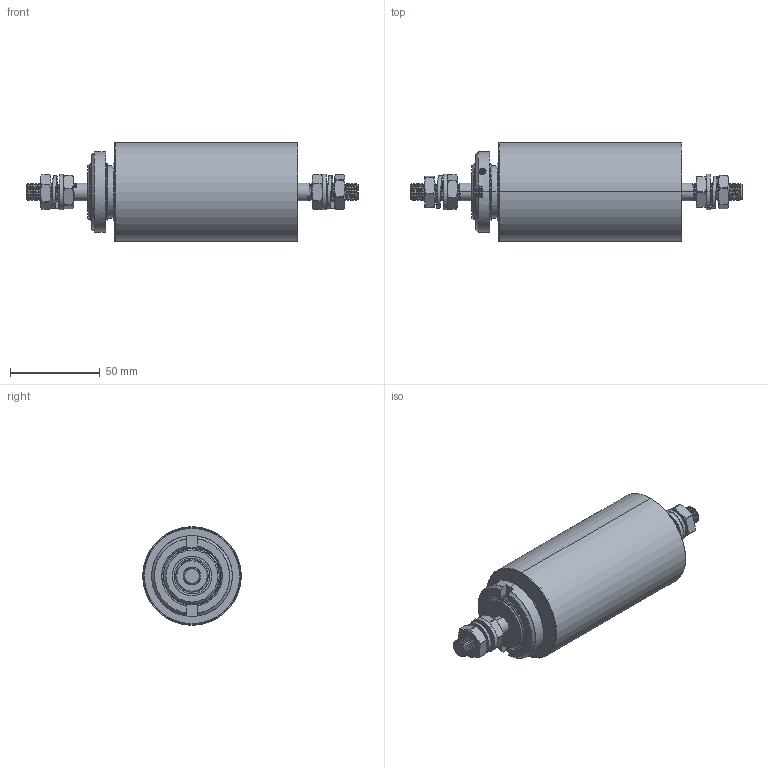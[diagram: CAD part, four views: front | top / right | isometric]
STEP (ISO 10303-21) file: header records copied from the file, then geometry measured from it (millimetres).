
FILE_DESCRIPTION (( 'STEP AP214' ), '1' );
FILE_NAME ('FLLDU200A026I0.STEP', '2021-02-17T12:19:01', ( '' ), ( '' ), 'SwSTEP 2.0', 'SolidWorks 2021', '' );
FILE_SCHEMA (( 'AUTOMOTIVE_DESIGN' ));
Length unit declared in the file: millimetre
Products named in the file (9): DIC0029; DIC0027; LOCK WASHER M10_91169A210; GEH0046; WASHER M10 Ø20_93475A280; FLLDU200A026I0; GEH0062; GEH0028; KLM0036_90592A024
Assembly tree (13 placements, depth 2):
  FLLDU200A026I0
    GEH0062
    GEH0028
    DIC0027
    DIC0029
    GEH0046
    KLM0036_90592A024  x4
    WASHER M10 Ø20_93475A280  x2
    LOCK WASHER M10_91169A210  x2
Bounding box: 185 x 55 x 55 mm (x, y, z)
Volume: 60832.3 mm3; surface area: 64969.2 mm2
Topology: 14 solids, 14 shells, 534 faces, 1425 edges, 916 vertices
Faces by surface type: cylinder 241, cone 99, bspline 99, plane 63, torus 32
Entity records: 40632 total; most frequent: CARTESIAN_POINT 32640, ORIENTED_EDGE 2038, DIRECTION 1099, EDGE_CURVE 1019, VERTEX_POINT 665, AXIS2_PLACEMENT_3D 443, EDGE_LOOP 388, ADVANCED_FACE 369
